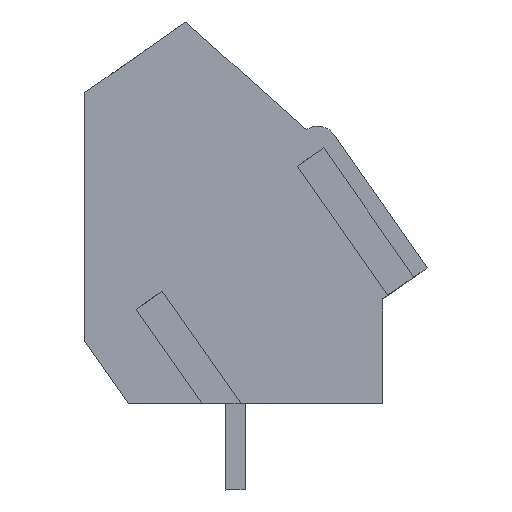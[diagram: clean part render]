
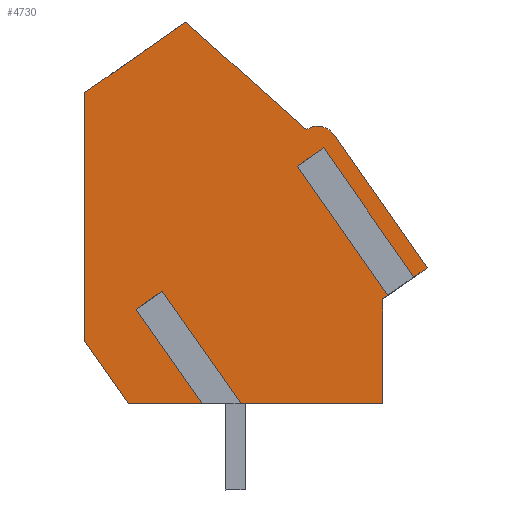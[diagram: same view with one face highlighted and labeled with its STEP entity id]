
A CAD part, left-side view. The second image highlights one B-rep face of the part: STEP entity #4730.
In plain terms, the highlighted planar face has unit normal (-1, 0, 0).
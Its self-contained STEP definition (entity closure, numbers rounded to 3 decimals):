
#4491=AXIS2_PLACEMENT_3D('Circle Axis2P3D',#4489,#4490,$) ;
#4666=AXIS2_PLACEMENT_3D('Plane Axis2P3D',#4663,#4664,#4665) ;
#3613=CARTESIAN_POINT('Vertex',(0.55,0.,9.018)) ;
#3616=CARTESIAN_POINT('Line Origine',(0.55,0.397,8.74)) ;
#3620=CARTESIAN_POINT('Vertex',(0.55,0.794,8.462)) ;
#3641=CARTESIAN_POINT('Vertex',(0.55,1.336,8.083)) ;
#3644=CARTESIAN_POINT('Line Origine',(0.55,1.568,7.92)) ;
#3648=CARTESIAN_POINT('Vertex',(0.55,1.8,7.758)) ;
#4094=CARTESIAN_POINT('Vertex',(0.55,1.8,3.5)) ;
#4097=CARTESIAN_POINT('Line Origine',(0.55,4.87,3.5)) ;
#4101=CARTESIAN_POINT('Vertex',(0.55,7.94,3.5)) ;
#4122=CARTESIAN_POINT('Vertex',(0.55,8.747,3.5)) ;
#4125=CARTESIAN_POINT('Line Origine',(0.55,10.438,3.5)) ;
#4129=CARTESIAN_POINT('Vertex',(0.55,12.128,3.5)) ;
#4285=CARTESIAN_POINT('Line Origine',(0.55,13.014,4.765)) ;
#4289=CARTESIAN_POINT('Vertex',(0.55,13.9,6.03)) ;
#4310=CARTESIAN_POINT('Line Origine',(0.55,13.9,11.081)) ;
#4314=CARTESIAN_POINT('Vertex',(0.55,13.9,16.132)) ;
#4403=CARTESIAN_POINT('Line Origine',(0.55,11.852,17.566)) ;
#4407=CARTESIAN_POINT('Vertex',(0.55,9.804,19.)) ;
#4464=CARTESIAN_POINT('Line Origine',(0.55,7.352,16.811)) ;
#4468=CARTESIAN_POINT('Vertex',(0.55,4.9,14.621)) ;
#4489=CARTESIAN_POINT('Axis2P3D Location',(0.55,4.441,13.966)) ;
#4493=CARTESIAN_POINT('Vertex',(0.55,3.786,14.425)) ;
#4514=CARTESIAN_POINT('Line Origine',(0.55,1.893,11.722)) ;
#4663=CARTESIAN_POINT('Axis2P3D Location',(0.55,13.9,0.)) ;
#4668=CARTESIAN_POINT('Line Origine',(0.55,1.8,5.629)) ;
#4673=CARTESIAN_POINT('Line Origine',(0.55,3.171,10.704)) ;
#4677=CARTESIAN_POINT('Vertex',(0.55,5.007,13.326)) ;
#4680=CARTESIAN_POINT('Line Origine',(0.55,4.736,13.515)) ;
#4684=CARTESIAN_POINT('Vertex',(0.55,4.465,13.705)) ;
#4687=CARTESIAN_POINT('Line Origine',(0.55,2.629,11.084)) ;
#4692=CARTESIAN_POINT('Line Origine',(0.55,10.154,5.508)) ;
#4696=CARTESIAN_POINT('Vertex',(0.55,11.56,7.516)) ;
#4699=CARTESIAN_POINT('Line Origine',(0.55,11.289,7.706)) ;
#4703=CARTESIAN_POINT('Vertex',(0.55,11.018,7.896)) ;
#4706=CARTESIAN_POINT('Line Origine',(0.55,9.479,5.698)) ;
#3617=DIRECTION('Vector Direction',(0.,0.819,-0.574)) ;
#3645=DIRECTION('Vector Direction',(0.,0.819,-0.574)) ;
#4098=DIRECTION('Vector Direction',(0.,1.,0.)) ;
#4126=DIRECTION('Vector Direction',(0.,1.,0.)) ;
#4286=DIRECTION('Vector Direction',(0.,0.574,0.819)) ;
#4311=DIRECTION('Vector Direction',(0.,0.,1.)) ;
#4404=DIRECTION('Vector Direction',(0.,-0.819,0.574)) ;
#4465=DIRECTION('Vector Direction',(0.,-0.746,-0.666)) ;
#4490=DIRECTION('Axis2P3D Direction',(-1.,0.,0.)) ;
#4515=DIRECTION('Vector Direction',(0.,-0.574,-0.819)) ;
#4664=DIRECTION('Axis2P3D Direction',(-1.,0.,0.)) ;
#4665=DIRECTION('Axis2P3D XDirection',(0.,-1.,0.)) ;
#4669=DIRECTION('Vector Direction',(0.,0.,-1.)) ;
#4674=DIRECTION('Vector Direction',(0.,-0.574,-0.819)) ;
#4681=DIRECTION('Vector Direction',(0.,0.819,-0.574)) ;
#4688=DIRECTION('Vector Direction',(0.,-0.574,-0.819)) ;
#4693=DIRECTION('Vector Direction',(0.,-0.574,-0.819)) ;
#4700=DIRECTION('Vector Direction',(0.,-0.819,0.574)) ;
#4707=DIRECTION('Vector Direction',(0.,-0.574,-0.819)) ;
#3618=VECTOR('Line Direction',#3617,1.) ;
#3646=VECTOR('Line Direction',#3645,1.) ;
#4099=VECTOR('Line Direction',#4098,1.) ;
#4127=VECTOR('Line Direction',#4126,1.) ;
#4287=VECTOR('Line Direction',#4286,1.) ;
#4312=VECTOR('Line Direction',#4311,1.) ;
#4405=VECTOR('Line Direction',#4404,1.) ;
#4466=VECTOR('Line Direction',#4465,1.) ;
#4516=VECTOR('Line Direction',#4515,1.) ;
#4670=VECTOR('Line Direction',#4669,1.) ;
#4675=VECTOR('Line Direction',#4674,1.) ;
#4682=VECTOR('Line Direction',#4681,1.) ;
#4689=VECTOR('Line Direction',#4688,1.) ;
#4694=VECTOR('Line Direction',#4693,1.) ;
#4701=VECTOR('Line Direction',#4700,1.) ;
#4708=VECTOR('Line Direction',#4707,1.) ;
#4712=ORIENTED_EDGE('',*,*,#4103,.T.) ;
#4713=ORIENTED_EDGE('',*,*,#4672,.T.) ;
#4714=ORIENTED_EDGE('',*,*,#3650,.T.) ;
#4715=ORIENTED_EDGE('',*,*,#4679,.F.) ;
#4716=ORIENTED_EDGE('',*,*,#4686,.F.) ;
#4717=ORIENTED_EDGE('',*,*,#4691,.T.) ;
#4718=ORIENTED_EDGE('',*,*,#3622,.T.) ;
#4719=ORIENTED_EDGE('',*,*,#4518,.T.) ;
#4720=ORIENTED_EDGE('',*,*,#4495,.T.) ;
#4721=ORIENTED_EDGE('',*,*,#4470,.T.) ;
#4722=ORIENTED_EDGE('',*,*,#4409,.T.) ;
#4723=ORIENTED_EDGE('',*,*,#4316,.T.) ;
#4724=ORIENTED_EDGE('',*,*,#4291,.T.) ;
#4725=ORIENTED_EDGE('',*,*,#4131,.T.) ;
#4726=ORIENTED_EDGE('',*,*,#4698,.F.) ;
#4727=ORIENTED_EDGE('',*,*,#4705,.F.) ;
#4728=ORIENTED_EDGE('',*,*,#4710,.T.) ;
#4730=ADVANCED_FACE('HOUSING',(#4729),#4667,.T.) ;
#4492=CIRCLE('generated circle',#4491,0.8) ;
#3622=EDGE_CURVE('',#3621,#3614,#3619,.F.) ;
#3650=EDGE_CURVE('',#3649,#3642,#3647,.F.) ;
#4103=EDGE_CURVE('',#4102,#4095,#4100,.F.) ;
#4131=EDGE_CURVE('',#4130,#4123,#4128,.F.) ;
#4291=EDGE_CURVE('',#4290,#4130,#4288,.F.) ;
#4316=EDGE_CURVE('',#4315,#4290,#4313,.F.) ;
#4409=EDGE_CURVE('',#4408,#4315,#4406,.F.) ;
#4470=EDGE_CURVE('',#4469,#4408,#4467,.F.) ;
#4495=EDGE_CURVE('',#4494,#4469,#4492,.T.) ;
#4518=EDGE_CURVE('',#3614,#4494,#4517,.F.) ;
#4672=EDGE_CURVE('',#4095,#3649,#4671,.F.) ;
#4679=EDGE_CURVE('',#4678,#3642,#4676,.T.) ;
#4686=EDGE_CURVE('',#4685,#4678,#4683,.T.) ;
#4691=EDGE_CURVE('',#4685,#3621,#4690,.T.) ;
#4698=EDGE_CURVE('',#4697,#4123,#4695,.T.) ;
#4705=EDGE_CURVE('',#4704,#4697,#4702,.F.) ;
#4710=EDGE_CURVE('',#4704,#4102,#4709,.T.) ;
#4711=EDGE_LOOP('',(#4712,#4713,#4714,#4715,#4716,#4717,#4718,#4719,#4720,#4721,#4722,#4723,#4724,#4725,#4726,#4727,#4728)) ;
#4729=FACE_OUTER_BOUND('',#4711,.T.) ;
#3619=LINE('Line',#3616,#3618) ;
#3647=LINE('Line',#3644,#3646) ;
#4100=LINE('Line',#4097,#4099) ;
#4128=LINE('Line',#4125,#4127) ;
#4288=LINE('Line',#4285,#4287) ;
#4313=LINE('Line',#4310,#4312) ;
#4406=LINE('Line',#4403,#4405) ;
#4467=LINE('Line',#4464,#4466) ;
#4517=LINE('Line',#4514,#4516) ;
#4671=LINE('Line',#4668,#4670) ;
#4676=LINE('Line',#4673,#4675) ;
#4683=LINE('Line',#4680,#4682) ;
#4690=LINE('Line',#4687,#4689) ;
#4695=LINE('Line',#4692,#4694) ;
#4702=LINE('Line',#4699,#4701) ;
#4709=LINE('Line',#4706,#4708) ;
#4667=PLANE('',#4666) ;
#3614=VERTEX_POINT('',#3613) ;
#3621=VERTEX_POINT('',#3620) ;
#3642=VERTEX_POINT('',#3641) ;
#3649=VERTEX_POINT('',#3648) ;
#4095=VERTEX_POINT('',#4094) ;
#4102=VERTEX_POINT('',#4101) ;
#4123=VERTEX_POINT('',#4122) ;
#4130=VERTEX_POINT('',#4129) ;
#4290=VERTEX_POINT('',#4289) ;
#4315=VERTEX_POINT('',#4314) ;
#4408=VERTEX_POINT('',#4407) ;
#4469=VERTEX_POINT('',#4468) ;
#4494=VERTEX_POINT('',#4493) ;
#4678=VERTEX_POINT('',#4677) ;
#4685=VERTEX_POINT('',#4684) ;
#4697=VERTEX_POINT('',#4696) ;
#4704=VERTEX_POINT('',#4703) ;
